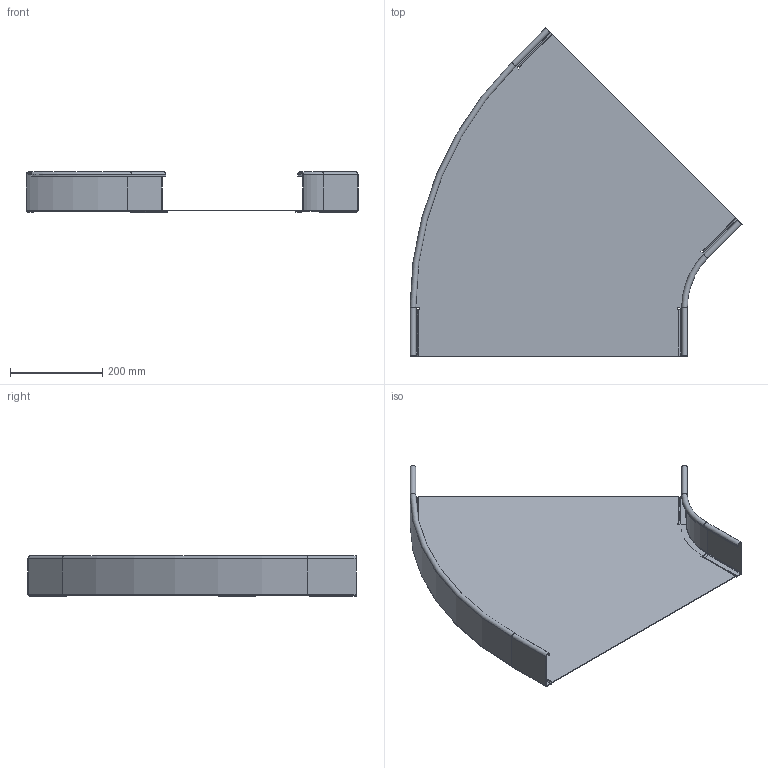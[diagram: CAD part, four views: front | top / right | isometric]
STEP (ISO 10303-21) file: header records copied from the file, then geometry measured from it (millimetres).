
FILE_DESCRIPTION((''),'2;1');
FILE_NAME('7067607_ASM','2012-11-20T',('AndreasKeweloh'),(''),'PRO/ENGINEER BY PARAMETRIC TECHNOLOGY CORPORATION, 2012230','PRO/ENGINEER BY PARAMETRIC TECHNOLOGY CORPORATION, 2012230','');
FILE_SCHEMA(('CONFIG_CONTROL_DESIGN'));
Length unit declared in the file: millimetre
Products named in the file (4): 7067607_BODENBLECH; 7067607_INNENHOLM_85; 7067607_AUSSENHOLM_H_85_; 7067607_ASM
Assembly tree (3 placements, depth 2):
  7067607_ASM
    7067607_BODENBLECH
    7067607_INNENHOLM_85
    7067607_AUSSENHOLM_H_85_
Bounding box: 718.18 x 709.58 x 87 mm (x, y, z)
Volume: 663962.8 mm3; surface area: 931289 mm2
Topology: 3 solids, 3 shells, 142 faces, 336 edges, 200 vertices
Faces by surface type: plane 98, cylinder 36, torus 8
Entity records: 4089 total; most frequent: DIRECTION 709, CARTESIAN_POINT 688, ORIENTED_EDGE 672, EDGE_CURVE 336, VECTOR 259, LINE 259, AXIS2_PLACEMENT_3D 225, VERTEX_POINT 200
